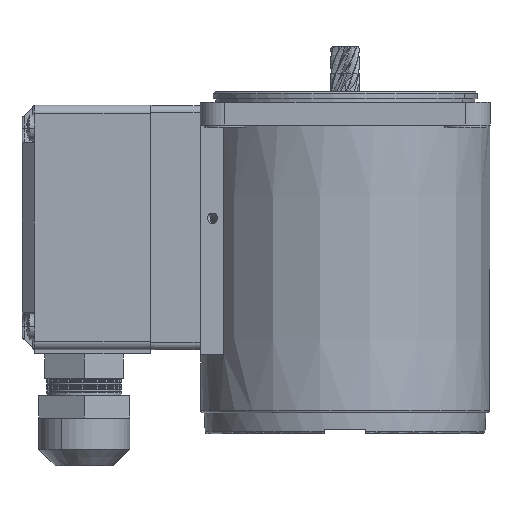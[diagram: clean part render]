
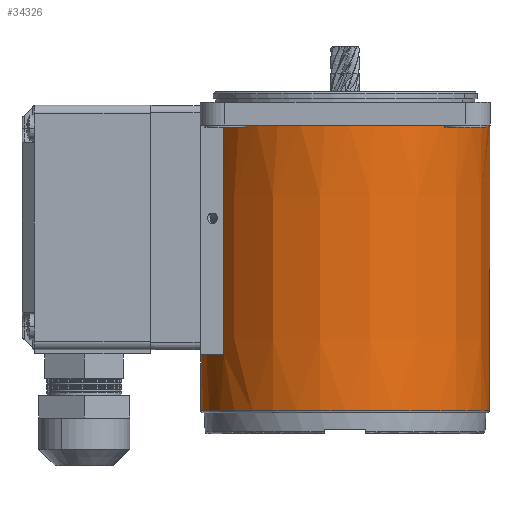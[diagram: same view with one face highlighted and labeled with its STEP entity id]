
A CAD part, left-side view. The second image highlights one B-rep face of the part: STEP entity #34326.
In plain terms, the highlighted conical face has half-angle 0.1 degrees and reference radius 34.869 mm.
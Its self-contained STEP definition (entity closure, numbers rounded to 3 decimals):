
#30172 = AXIS2_PLACEMENT_3D ( 'NONE', #30226, #30225, #30223 ) ;
#30177 = CIRCLE ( 'NONE', #30172, 34.869 ) ;
#30206 = DIRECTION ( 'NONE',  ( -0.002, 0., 1. ) ) ;
#30207 = VECTOR ( 'NONE', #30206, 1000. ) ;
#30216 = CARTESIAN_POINT ( 'NONE',  ( -34.869, 0., -75.001 ) ) ;
#30218 = LINE ( 'NONE', #30216, #30207 ) ;
#30220 = CARTESIAN_POINT ( 'NONE',  ( -34.99, 0., -6. ) ) ;
#30223 = DIRECTION ( 'NONE',  ( 1., 0., 0. ) ) ;
#30225 = DIRECTION ( 'NONE',  ( 0., 0., 1. ) ) ;
#30226 = CARTESIAN_POINT ( 'NONE',  ( 0., 0., -75.001 ) ) ;
#30248 = CARTESIAN_POINT ( 'NONE',  ( -34.869, 0., -75.001 ) ) ;
#30250 = CARTESIAN_POINT ( 'NONE',  ( 34.869, 0., -75.001 ) ) ;
#30260 = DIRECTION ( 'NONE',  ( -1., 0., 0. ) ) ;
#30261 = DIRECTION ( 'NONE',  ( 0., 0., -1. ) ) ;
#30262 = CARTESIAN_POINT ( 'NONE',  ( 0., 0., -6. ) ) ;
#30263 = AXIS2_PLACEMENT_3D ( 'NONE', #30262, #30261, #30260 ) ;
#30264 = CIRCLE ( 'NONE', #30263, 34.99 ) ;
#30266 = DIRECTION ( 'NONE',  ( 1., 0., 0. ) ) ;
#30267 = DIRECTION ( 'NONE',  ( 0., 0., 1. ) ) ;
#30268 = CARTESIAN_POINT ( 'NONE',  ( 0., 0., -75.001 ) ) ;
#30269 = CARTESIAN_POINT ( 'NONE',  ( 29.266, 19., -61.5 ) ) ;
#30271 = CARTESIAN_POINT ( 'NONE',  ( 29.381, 19., -6. ) ) ;
#30272 = AXIS2_PLACEMENT_3D ( 'NONE', #30268, #30267, #30266 ) ;
#30274 = CONICAL_SURFACE ( 'NONE', #30272, 34.869, 0.002 ) ;
#30276 = FACE_OUTER_BOUND ( 'NONE', #34345, .T. ) ;
#30277 = CARTESIAN_POINT ( 'NONE',  ( 34.869, 0., -75.001 ) ) ;
#30278 = LINE ( 'NONE', #30277, #30310 ) ;
#30295 = AXIS2_PLACEMENT_3D ( 'NONE', #30334, #30331, #30330 ) ;
#30297 = CIRCLE ( 'NONE', #30295, 34.893 ) ;
#30309 = DIRECTION ( 'NONE',  ( 0.002, 0., 1. ) ) ;
#30310 = VECTOR ( 'NONE', #30309, 1000. ) ;
#30311 = CARTESIAN_POINT ( 'NONE',  ( 34.893, 0., -61.5 ) ) ;
#30319 = CARTESIAN_POINT ( 'NONE',  ( 29.266, 19., -61.5 ) ) ;
#30320 = CARTESIAN_POINT ( 'NONE',  ( 29.271, 19., -59.186 ) ) ;
#30321 = CARTESIAN_POINT ( 'NONE',  ( 29.276, 19., -56.871 ) ) ;
#30322 = CARTESIAN_POINT ( 'NONE',  ( 29.28, 19., -54.557 ) ) ;
#30323 = CARTESIAN_POINT ( 'NONE',  ( 29.314, 19., -38.371 ) ) ;
#30324 = CARTESIAN_POINT ( 'NONE',  ( 29.348, 19., -22.186 ) ) ;
#30325 = CARTESIAN_POINT ( 'NONE',  ( 29.381, 19., -6. ) ) ;
#30327 = B_SPLINE_CURVE_WITH_KNOTS ( 'NONE', 3,
 ( #30325, #30324, #30323, #30322, #30321, #30320, #30319 ),
 .UNSPECIFIED., .F., .F.,
 ( 4, 3, 4 ),
 ( 0.123, 0.171, 0.178 ),
 .UNSPECIFIED. ) ;
#30330 = DIRECTION ( 'NONE',  ( -1., 0., 0. ) ) ;
#30331 = DIRECTION ( 'NONE',  ( 0., 0., -1. ) ) ;
#30334 = CARTESIAN_POINT ( 'NONE',  ( 0., 0., -61.5 ) ) ;
#34316 = EDGE_CURVE ( 'NONE', #34336, #34337, #30177, .T. ) ;
#34320 = ORIENTED_EDGE ( 'NONE', *, *, #34316, .T. ) ;
#34324 = VERTEX_POINT ( 'NONE', #30220 ) ;
#34325 = EDGE_CURVE ( 'NONE', #34337, #34324, #30218, .T. ) ;
#34326 = ADVANCED_FACE ( 'NONE', ( #30276 ), #30274, .T. ) ;
#34327 = ORIENTED_EDGE ( 'NONE', *, *, #34325, .T. ) ;
#34329 = VERTEX_POINT ( 'NONE', #30269 ) ;
#34330 = EDGE_CURVE ( 'NONE', #34324, #34335, #30264, .T. ) ;
#34335 = VERTEX_POINT ( 'NONE', #30271 ) ;
#34336 = VERTEX_POINT ( 'NONE', #30250 ) ;
#34337 = VERTEX_POINT ( 'NONE', #30248 ) ;
#34338 = ORIENTED_EDGE ( 'NONE', *, *, #34366, .F. ) ;
#34345 = EDGE_LOOP ( 'NONE', ( #34320, #34327, #34364, #34360, #34368, #34338 ) ) ;
#34355 = EDGE_CURVE ( 'NONE', #34329, #34369, #30297, .T. ) ;
#34359 = EDGE_CURVE ( 'NONE', #34335, #34329, #30327, .T. ) ;
#34360 = ORIENTED_EDGE ( 'NONE', *, *, #34359, .T. ) ;
#34364 = ORIENTED_EDGE ( 'NONE', *, *, #34330, .T. ) ;
#34366 = EDGE_CURVE ( 'NONE', #34336, #34369, #30278, .T. ) ;
#34368 = ORIENTED_EDGE ( 'NONE', *, *, #34355, .T. ) ;
#34369 = VERTEX_POINT ( 'NONE', #30311 ) ;
